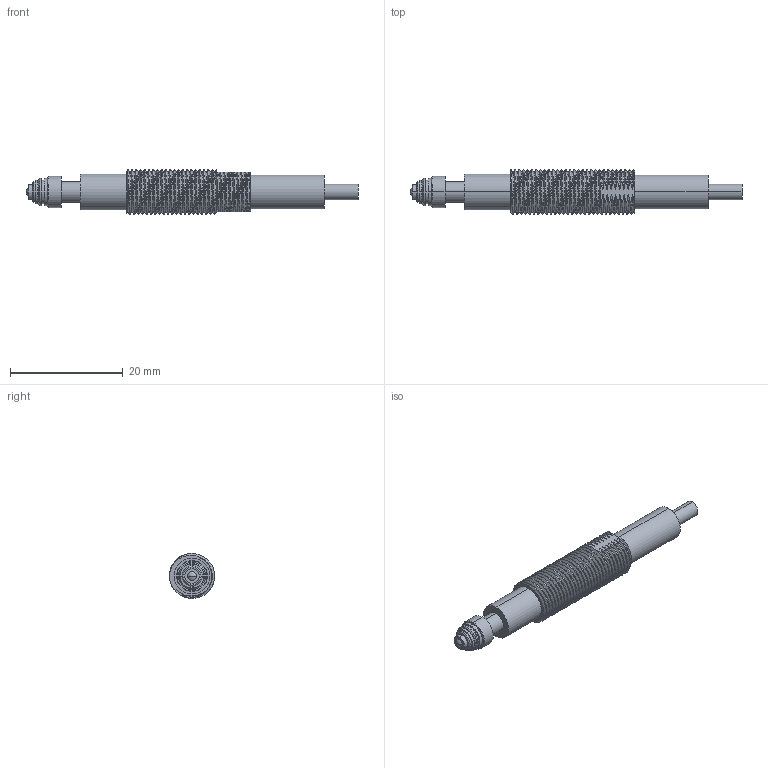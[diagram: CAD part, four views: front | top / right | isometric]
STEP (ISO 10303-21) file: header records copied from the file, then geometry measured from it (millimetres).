
FILE_DESCRIPTION (( 'STEP AP214' ), '1' );
FILE_NAME ('CSP087A-AL.STEP', '2018-04-04T20:11:05', ( '' ), ( '' ), 'SwSTEP 2.0', 'SolidWorks 2017', '' );
FILE_SCHEMA (( 'AUTOMOTIVE_DESIGN' ));
Length unit declared in the file: inch
Products named in the file (1): CSP087A-AL
Bounding box: 58.8 x 8 x 8 mm (x, y, z)
Volume: 1764.3 mm3; surface area: 1559.7 mm2
Topology: 1 solids, 1 shells, 161 faces, 433 edges, 287 vertices
Faces by surface type: cylinder 84, bspline 51, plane 18, cone 6, sphere 2
Entity records: 12206 total; most frequent: CARTESIAN_POINT 8931, ORIENTED_EDGE 866, DIRECTION 460, EDGE_CURVE 433, VERTEX_POINT 287, AXIS2_PLACEMENT_3D 175, EDGE_LOOP 174, ADVANCED_FACE 161
